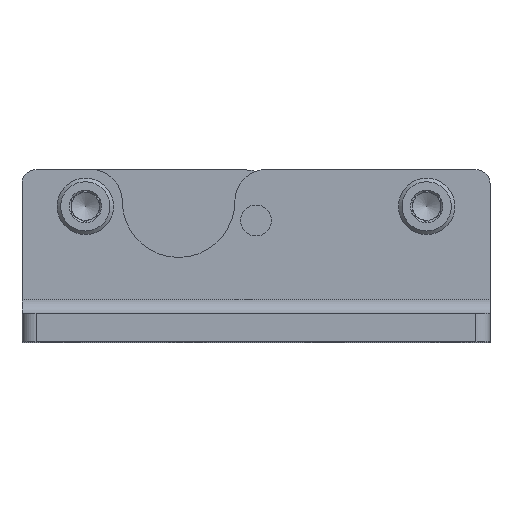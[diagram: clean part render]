
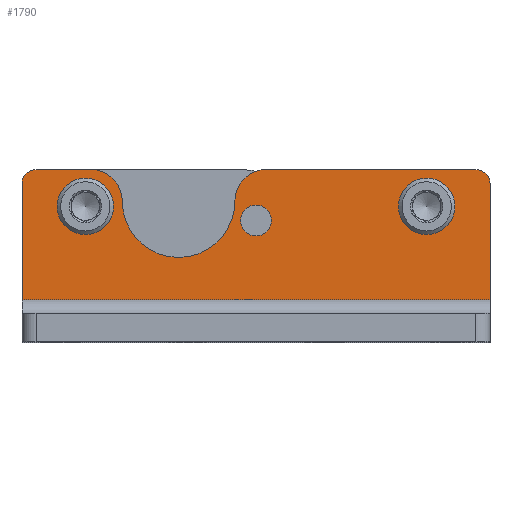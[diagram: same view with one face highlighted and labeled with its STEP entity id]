
A CAD part, top view. The second image highlights one B-rep face of the part: STEP entity #1790.
In plain terms, the highlighted planar face has unit normal (0, 0, 1).
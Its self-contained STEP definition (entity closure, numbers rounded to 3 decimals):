
#140=CIRCLE('',#1966,4.4);
#141=CIRCLE('',#1967,5.5);
#142=CIRCLE('',#1968,5.5);
#143=CIRCLE('',#1969,16.);
#144=CIRCLE('',#1970,9.);
#145=CIRCLE('',#1971,4.);
#146=CIRCLE('',#1972,4.);
#147=CIRCLE('',#1973,9.);
#287=ORIENTED_EDGE('',*,*,#785,.F.);
#288=ORIENTED_EDGE('',*,*,#786,.T.);
#289=ORIENTED_EDGE('',*,*,#787,.T.);
#290=ORIENTED_EDGE('',*,*,#788,.F.);
#291=ORIENTED_EDGE('',*,*,#789,.T.);
#292=ORIENTED_EDGE('',*,*,#721,.T.);
#293=ORIENTED_EDGE('',*,*,#790,.T.);
#294=ORIENTED_EDGE('',*,*,#791,.T.);
#295=ORIENTED_EDGE('',*,*,#792,.F.);
#296=ORIENTED_EDGE('',*,*,#793,.F.);
#297=ORIENTED_EDGE('',*,*,#794,.T.);
#298=ORIENTED_EDGE('',*,*,#770,.T.);
#299=ORIENTED_EDGE('',*,*,#795,.T.);
#721=EDGE_CURVE('',#970,#973,#1144,.T.);
#770=EDGE_CURVE('',#1021,#1020,#1173,.T.);
#785=EDGE_CURVE('',#1031,#1031,#140,.T.);
#786=EDGE_CURVE('',#1032,#1032,#141,.T.);
#787=EDGE_CURVE('',#1033,#1033,#142,.T.);
#788=EDGE_CURVE('',#1034,#1035,#143,.T.);
#789=EDGE_CURVE('',#1034,#970,#144,.T.);
#790=EDGE_CURVE('',#973,#1036,#145,.T.);
#791=EDGE_CURVE('',#1036,#1037,#1178,.T.);
#792=EDGE_CURVE('',#1038,#1037,#1179,.T.);
#793=EDGE_CURVE('',#1039,#1038,#1180,.T.);
#794=EDGE_CURVE('',#1039,#1021,#146,.T.);
#795=EDGE_CURVE('',#1020,#1035,#147,.T.);
#970=VERTEX_POINT('',#2729);
#973=VERTEX_POINT('',#2734);
#1020=VERTEX_POINT('',#2834);
#1021=VERTEX_POINT('',#2836);
#1031=VERTEX_POINT('',#2864);
#1032=VERTEX_POINT('',#2866);
#1033=VERTEX_POINT('',#2868);
#1034=VERTEX_POINT('',#2870);
#1035=VERTEX_POINT('',#2871);
#1036=VERTEX_POINT('',#2874);
#1037=VERTEX_POINT('',#2876);
#1038=VERTEX_POINT('',#2878);
#1039=VERTEX_POINT('',#2880);
#1144=LINE('',#2735,#1286);
#1173=LINE('',#2835,#1315);
#1178=LINE('',#2875,#1320);
#1179=LINE('',#2877,#1321);
#1180=LINE('',#2879,#1322);
#1286=VECTOR('',#2153,1000.);
#1315=VECTOR('',#2230,1000.);
#1320=VECTOR('',#2273,1000.);
#1321=VECTOR('',#2274,1000.);
#1322=VECTOR('',#2275,1000.);
#1443=EDGE_LOOP('',(#287));
#1444=EDGE_LOOP('',(#288));
#1445=EDGE_LOOP('',(#289));
#1446=EDGE_LOOP('',(#290,#291,#292,#293,#294,#295,#296,#297,#298,#299));
#1595=FACE_BOUND('',#1443,.T.);
#1596=FACE_BOUND('',#1444,.T.);
#1597=FACE_BOUND('',#1445,.T.);
#1598=FACE_BOUND('',#1446,.T.);
#1736=PLANE('',#1965);
#1790=ADVANCED_FACE('',(#1595,#1596,#1597,#1598),#1736,.F.);
#1965=AXIS2_PLACEMENT_3D('',#2862,#2259,#2260);
#1966=AXIS2_PLACEMENT_3D('',#2863,#2261,#2262);
#1967=AXIS2_PLACEMENT_3D('',#2865,#2263,#2264);
#1968=AXIS2_PLACEMENT_3D('',#2867,#2265,#2266);
#1969=AXIS2_PLACEMENT_3D('',#2869,#2267,#2268);
#1970=AXIS2_PLACEMENT_3D('',#2872,#2269,#2270);
#1971=AXIS2_PLACEMENT_3D('',#2873,#2271,#2272);
#1972=AXIS2_PLACEMENT_3D('',#2881,#2276,#2277);
#1973=AXIS2_PLACEMENT_3D('',#2882,#2278,#2279);
#2153=DIRECTION('',(-1.,0.,0.));
#2230=DIRECTION('',(-1.,0.,0.));
#2259=DIRECTION('',(0.,0.,-1.));
#2260=DIRECTION('',(-1.,0.,0.));
#2261=DIRECTION('',(0.,0.,1.));
#2262=DIRECTION('',(1.,0.,0.));
#2263=DIRECTION('',(0.,0.,-1.));
#2264=DIRECTION('',(-1.,0.,0.));
#2265=DIRECTION('',(0.,0.,-1.));
#2266=DIRECTION('',(-1.,0.,0.));
#2267=DIRECTION('',(0.,0.,1.));
#2268=DIRECTION('',(1.,0.,0.));
#2269=DIRECTION('',(0.,0.,1.));
#2270=DIRECTION('',(1.,0.,0.));
#2271=DIRECTION('',(0.,0.,1.));
#2272=DIRECTION('',(1.,0.,0.));
#2273=DIRECTION('',(0.,-1.,0.));
#2274=DIRECTION('',(-1.,0.,0.));
#2275=DIRECTION('',(0.,-1.,0.));
#2276=DIRECTION('',(0.,0.,1.));
#2277=DIRECTION('',(1.,0.,0.));
#2278=DIRECTION('',(0.,0.,1.));
#2279=DIRECTION('',(1.,0.,0.));
#2729=CARTESIAN_POINT('',(-47.,49.,8.));
#2734=CARTESIAN_POINT('',(-62.5,49.,8.));
#2735=CARTESIAN_POINT('',(66.5,49.,8.));
#2834=CARTESIAN_POINT('',(3.,49.,8.));
#2835=CARTESIAN_POINT('',(66.5,49.,8.));
#2836=CARTESIAN_POINT('',(62.5,49.,8.));
#2862=CARTESIAN_POINT('',(66.5,49.,8.));
#2863=CARTESIAN_POINT('',(0.,34.5,8.));
#2864=CARTESIAN_POINT('',(4.4,34.5,8.));
#2865=CARTESIAN_POINT('',(48.5,38.5,8.));
#2866=CARTESIAN_POINT('',(43.,38.5,8.));
#2867=CARTESIAN_POINT('',(-48.5,38.5,8.));
#2868=CARTESIAN_POINT('',(-54.,38.5,8.));
#2869=CARTESIAN_POINT('',(-22.,40.,8.));
#2870=CARTESIAN_POINT('',(-38.,40.,8.));
#2871=CARTESIAN_POINT('',(-6.,40.,8.));
#2872=CARTESIAN_POINT('',(-47.,40.,8.));
#2873=CARTESIAN_POINT('',(-62.5,45.,8.));
#2874=CARTESIAN_POINT('',(-66.5,45.,8.));
#2875=CARTESIAN_POINT('',(-66.5,49.,8.));
#2876=CARTESIAN_POINT('',(-66.5,12.,8.));
#2877=CARTESIAN_POINT('',(66.5,12.,8.));
#2878=CARTESIAN_POINT('',(66.5,12.,8.));
#2879=CARTESIAN_POINT('',(66.5,49.,8.));
#2880=CARTESIAN_POINT('',(66.5,45.,8.));
#2881=CARTESIAN_POINT('',(62.5,45.,8.));
#2882=CARTESIAN_POINT('',(3.,40.,8.));
